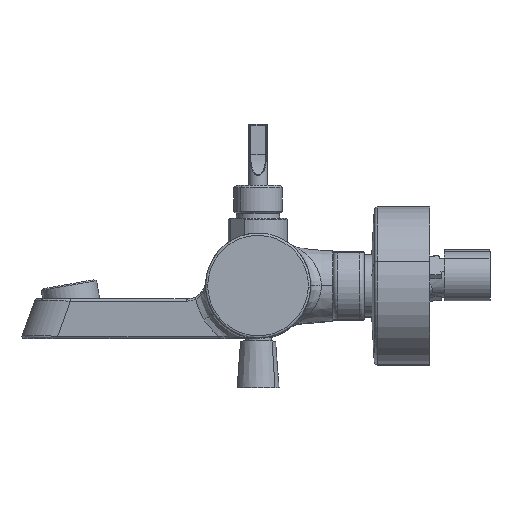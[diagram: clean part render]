
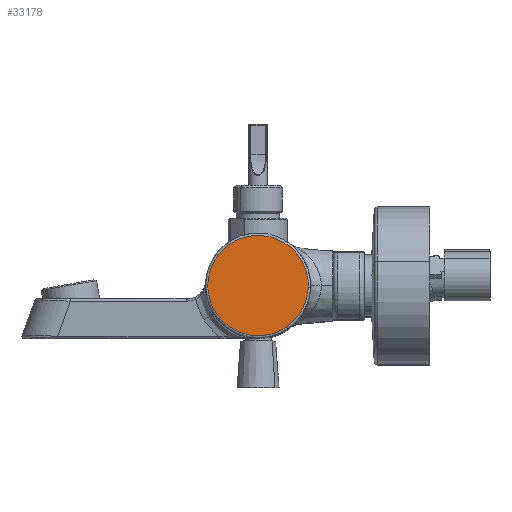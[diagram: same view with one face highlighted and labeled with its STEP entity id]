
A CAD part, top view. The second image highlights one B-rep face of the part: STEP entity #33178.
In plain terms, the highlighted planar face has unit normal (0, 0, 1).
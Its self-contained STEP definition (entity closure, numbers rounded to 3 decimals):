
#26 = CARTESIAN_POINT ( 'NONE',  ( 43.103, 1.416, 97.267 ) ) ;
#344 = CARTESIAN_POINT ( 'NONE',  ( 43.11, 1.629, 97.267 ) ) ;
#1319 = CARTESIAN_POINT ( 'NONE',  ( 43.113, 2.054, 97.267 ) ) ;
#2156 = CARTESIAN_POINT ( 'NONE',  ( 0.113, 2.054, 97.267 ) ) ;
#3135 = ORIENTED_EDGE ( 'NONE', *, *, #43236, .F. ) ;
#3384 =( BOUNDED_CURVE ( )  B_SPLINE_CURVE ( 3, ( #2156, #46010, #27781, #30665 ),
 .UNSPECIFIED., .F., .F. ) 
 B_SPLINE_CURVE_WITH_KNOTS ( ( 4, 4 ),
 ( 0., 0.009 ),
 .UNSPECIFIED. ) 
 CURVE ( )  GEOMETRIC_REPRESENTATION_ITEM ( )  RATIONAL_B_SPLINE_CURVE ( ( 1., 1., 1., 1. ) ) 
 REPRESENTATION_ITEM ( '' )  );
#4033 = EDGE_LOOP ( 'NONE', ( #29361, #27770, #3135, #25582 ) ) ;
#7490 = PLANE ( 'NONE',  #44826 ) ;
#9441 = CARTESIAN_POINT ( 'NONE',  ( 41.864, -40.321, 97.267 ) ) ;
#10975 = EDGE_CURVE ( 'NONE', #33497, #34821, #3384, .T. ) ;
#11059 = FACE_OUTER_BOUND ( 'NONE', #4033, .T. ) ;
#11398 = CARTESIAN_POINT ( 'NONE',  ( 0.122, 2.692, 97.267 ) ) ;
#12973 = CARTESIAN_POINT ( 'NONE',  ( 43.103, 1.416, 97.267 ) ) ;
#14832 = CARTESIAN_POINT ( 'NONE',  ( 0.113, 2.054, 97.267 ) ) ;
#14896 = DIRECTION ( 'NONE',  ( -1., 0., 0. ) ) ;
#15478 = CARTESIAN_POINT ( 'NONE',  ( 43.113, 2.054, 97.267 ) ) ;
#18507 = CARTESIAN_POINT ( 'NONE',  ( 43.113, 2.054, 97.267 ) ) ;
#19703 =( BOUNDED_CURVE ( )  B_SPLINE_CURVE ( 3, ( #18507, #33175, #344, #12973 ),
 .UNSPECIFIED., .F., .T. ) 
 B_SPLINE_CURVE_WITH_KNOTS ( ( 4, 4 ),
 ( 0., 0.009 ),
 .UNSPECIFIED. ) 
 CURVE ( )  GEOMETRIC_REPRESENTATION_ITEM ( )  RATIONAL_B_SPLINE_CURVE ( ( 1., 1., 1., 1. ) ) 
 REPRESENTATION_ITEM ( '' )  );
#20696 = CARTESIAN_POINT ( 'NONE',  ( 0.113, 2.054, 97.267 ) ) ;
#22443 = CARTESIAN_POINT ( 'NONE',  ( 43.113, 43.81, 97.267 ) ) ;
#23775 = EDGE_CURVE ( 'NONE', #34821, #40575, #28842, .T. ) ;
#25184 = EDGE_CURVE ( 'NONE', #33457, #33497, #36849, .T. ) ;
#25582 = ORIENTED_EDGE ( 'NONE', *, *, #23775, .F. ) ;
#27678 = CARTESIAN_POINT ( 'NONE',  ( 43.103, 1.416, 97.267 ) ) ;
#27770 = ORIENTED_EDGE ( 'NONE', *, *, #25184, .F. ) ;
#27781 = CARTESIAN_POINT ( 'NONE',  ( 0.116, 2.48, 97.267 ) ) ;
#28842 =( BOUNDED_CURVE ( )  B_SPLINE_CURVE ( 3, ( #11398, #40702, #22443, #15478 ),
 .UNSPECIFIED., .F., .F. ) 
 B_SPLINE_CURVE_WITH_KNOTS ( ( 4, 4 ),
 ( 0.009, 1. ),
 .UNSPECIFIED. ) 
 CURVE ( )  GEOMETRIC_REPRESENTATION_ITEM ( )  RATIONAL_B_SPLINE_CURVE ( ( 1., 0.343, 0.343, 1. ) ) 
 REPRESENTATION_ITEM ( '' )  );
#29361 = ORIENTED_EDGE ( 'NONE', *, *, #10975, .F. ) ;
#29944 = CARTESIAN_POINT ( 'NONE',  ( 0.122, 2.692, 97.267 ) ) ;
#30665 = CARTESIAN_POINT ( 'NONE',  ( 0.122, 2.692, 97.267 ) ) ;
#33153 = DIRECTION ( 'NONE',  ( 0., 0., -1. ) ) ;
#33175 = CARTESIAN_POINT ( 'NONE',  ( 43.113, 1.841, 97.267 ) ) ;
#33178 = ADVANCED_FACE ( 'NONE', ( #11059 ), #7490, .F. ) ;
#33457 = VERTEX_POINT ( 'NONE', #26 ) ;
#33497 = VERTEX_POINT ( 'NONE', #14832 ) ;
#34821 = VERTEX_POINT ( 'NONE', #29944 ) ;
#36764 = CARTESIAN_POINT ( 'NONE',  ( 21.613, 2.054, 97.267 ) ) ;
#36849 =( BOUNDED_CURVE ( )  B_SPLINE_CURVE ( 3, ( #27678, #9441, #38724, #20696 ),
 .UNSPECIFIED., .F., .F. ) 
 B_SPLINE_CURVE_WITH_KNOTS ( ( 4, 4 ),
 ( 0.009, 1. ),
 .UNSPECIFIED. ) 
 CURVE ( )  GEOMETRIC_REPRESENTATION_ITEM ( )  RATIONAL_B_SPLINE_CURVE ( ( 1., 0.343, 0.343, 1. ) ) 
 REPRESENTATION_ITEM ( '' )  );
#38724 = CARTESIAN_POINT ( 'NONE',  ( 0.113, -39.702, 97.267 ) ) ;
#40575 = VERTEX_POINT ( 'NONE', #1319 ) ;
#40702 = CARTESIAN_POINT ( 'NONE',  ( 1.361, 44.43, 97.267 ) ) ;
#43236 = EDGE_CURVE ( 'NONE', #40575, #33457, #19703, .T. ) ;
#44826 = AXIS2_PLACEMENT_3D ( 'NONE', #36764, #33153, #14896 ) ;
#46010 = CARTESIAN_POINT ( 'NONE',  ( 0.113, 2.267, 97.267 ) ) ;
